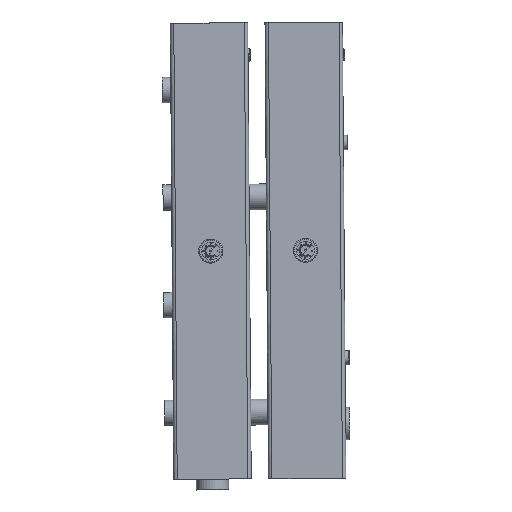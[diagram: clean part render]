
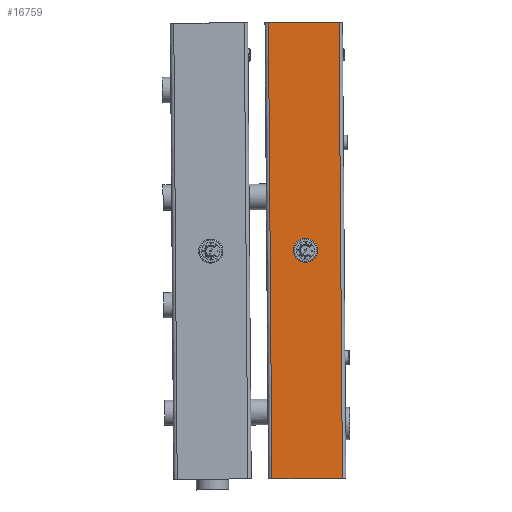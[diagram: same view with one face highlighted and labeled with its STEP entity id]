
A CAD part, left-side view. The second image highlights one B-rep face of the part: STEP entity #16759.
In plain terms, the highlighted face is planar.
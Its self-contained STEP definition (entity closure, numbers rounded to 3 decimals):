
#2087=LINE('',#27441,#4012);
#2088=LINE('',#27445,#4013);
#2089=LINE('',#27449,#4014);
#2090=LINE('',#27450,#4015);
#4012=VECTOR('',#22600,164.);
#4013=VECTOR('',#22605,1060.);
#4014=VECTOR('',#22610,1060.);
#4015=VECTOR('',#22611,164.);
#4677=PLANE('',#18074);
#5655=FACE_OUTER_BOUND('',#6634,.T.);
#6634=EDGE_LOOP('',(#15656,#15657,#15658,#15659));
#8642=VERTEX_POINT('',#27438);
#8643=VERTEX_POINT('',#27440);
#8644=VERTEX_POINT('',#27444);
#8645=VERTEX_POINT('',#27448);
#10982=EDGE_CURVE('',#8643,#8642,#2087,.T.);
#10984=EDGE_CURVE('',#8644,#8643,#2088,.T.);
#10986=EDGE_CURVE('',#8645,#8642,#2089,.T.);
#10987=EDGE_CURVE('',#8645,#8644,#2090,.T.);
#15656=ORIENTED_EDGE('',*,*,#10984,.T.);
#15657=ORIENTED_EDGE('',*,*,#10982,.T.);
#15658=ORIENTED_EDGE('',*,*,#10986,.F.);
#15659=ORIENTED_EDGE('',*,*,#10987,.T.);
#16759=ADVANCED_FACE('',(#5655),#4677,.F.);
#18074=AXIS2_PLACEMENT_3D('',#27447,#22608,#22609);
#22600=DIRECTION('',(-1.,0.,0.));
#22605=DIRECTION('',(0.,0.,1.));
#22608=DIRECTION('center_axis',(0.,1.,0.));
#22609=DIRECTION('ref_axis',(1.,0.,0.));
#22610=DIRECTION('',(0.,0.,1.));
#22611=DIRECTION('',(1.,0.,0.));
#27438=CARTESIAN_POINT('',(-82.,-90.,530.));
#27440=CARTESIAN_POINT('',(82.,-90.,530.));
#27441=CARTESIAN_POINT('',(82.,-90.,530.));
#27444=CARTESIAN_POINT('',(82.,-90.,-530.));
#27445=CARTESIAN_POINT('',(82.,-90.,0.));
#27447=CARTESIAN_POINT('Origin',(-82.,-90.,0.));
#27448=CARTESIAN_POINT('',(-82.,-90.,-530.));
#27449=CARTESIAN_POINT('',(-82.,-90.,0.));
#27450=CARTESIAN_POINT('',(82.,-90.,-530.));
